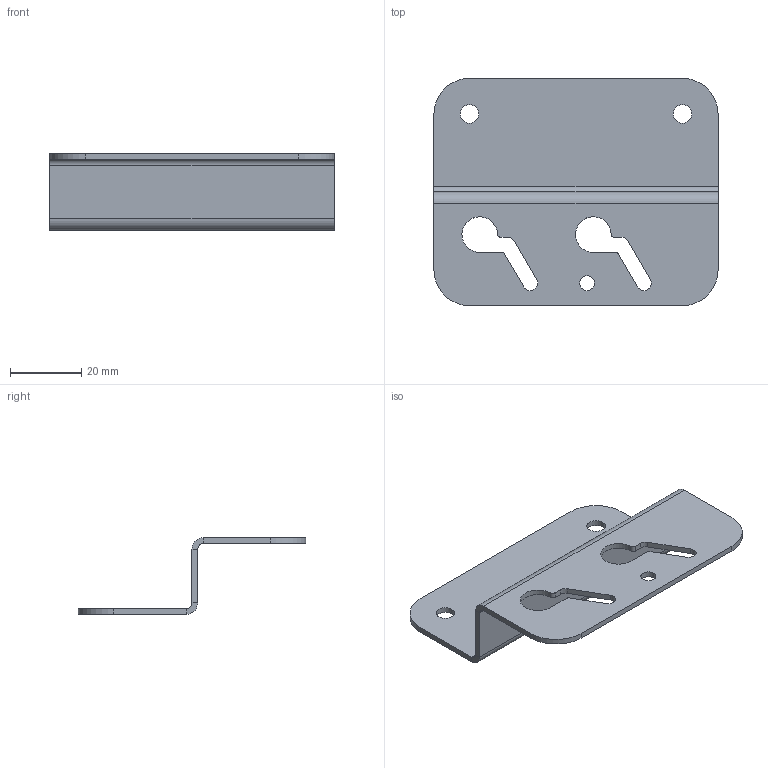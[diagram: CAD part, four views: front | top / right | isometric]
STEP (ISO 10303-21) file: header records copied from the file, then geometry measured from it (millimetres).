
FILE_DESCRIPTION(/* description */ ('DOOR MOUNTING PLATE'),/* implementation_level */ '2;1');
FILE_NAME(/* name */ 'DZ0115-BRKT20RC.stp',/* time_stamp */ '2016-02-24T10:30:50+00:00',/* author */ ('kchown'),/* organization */ (''),/* preprocessor_version */ 'ST-DEVELOPER v15.6',/* originating_system */ 'Autodesk Inventor 2015',/* authorisation */ '');
FILE_SCHEMA (('AUTOMOTIVE_DESIGN { 1 0 10303 214 3 1 1 }'));
Length unit declared in the file: millimetre
Products named in the file (2): 23107512; DZ0115-BRKT20RC
Assembly tree (1 placements, depth 2):
  DZ0115-BRKT20RC
    23107512
Bounding box: 80 x 64 x 21.6 mm (x, y, z)
Volume: 9762.1 mm3; surface area: 12978.5 mm2
Topology: 1 solids, 1 shells, 47 faces, 119 edges, 74 vertices
Faces by surface type: plane 26, cylinder 21
Full cylindrical faces by diameter (mm): 4.2 x1, 5.2 x2
Entity records: 1456 total; most frequent: DIRECTION 258, CARTESIAN_POINT 240, ORIENTED_EDGE 232, EDGE_CURVE 116, AXIS2_PLACEMENT_3D 92, LINE 74, VECTOR 74, VERTEX_POINT 74
